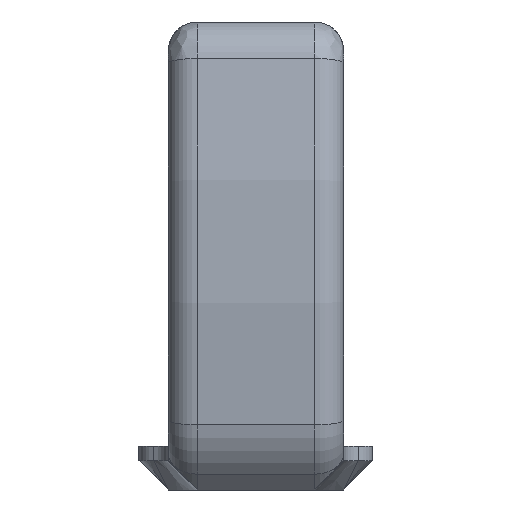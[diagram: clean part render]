
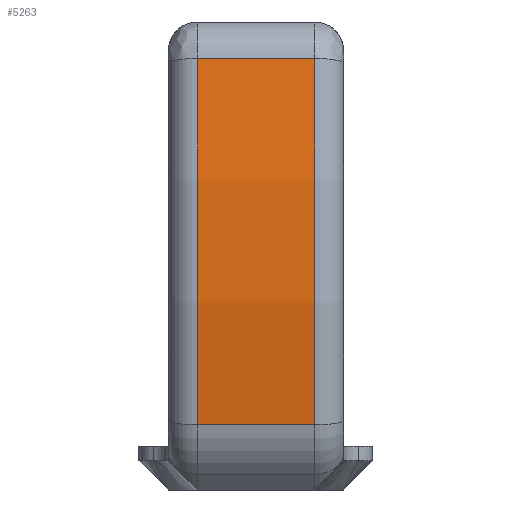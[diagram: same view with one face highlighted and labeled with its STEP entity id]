
A CAD part, front view. The second image highlights one B-rep face of the part: STEP entity #5263.
In plain terms, the highlighted cylindrical face has radius 80.352 mm (diameter 160.704 mm), a partial arc.
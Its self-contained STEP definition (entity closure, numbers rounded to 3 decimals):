
#189=CYLINDRICAL_SURFACE('',#5816,80.352);
#634=FACE_OUTER_BOUND('',#942,.T.);
#942=EDGE_LOOP('',(#4890,#4891,#4892,#4893));
#1435=LINE('',#9116,#1921);
#1436=LINE('',#9118,#1922);
#1921=VECTOR('',#7364,10.);
#1922=VECTOR('',#7367,10.);
#2064=CIRCLE('',#5627,80.352);
#2143=CIRCLE('',#5798,80.352);
#2482=VERTEX_POINT('',#8525);
#2483=VERTEX_POINT('',#8527);
#2628=VERTEX_POINT('',#9069);
#2629=VERTEX_POINT('',#9071);
#3141=EDGE_CURVE('',#2482,#2483,#2064,.T.);
#3380=EDGE_CURVE('',#2628,#2629,#2143,.T.);
#3394=EDGE_CURVE('',#2629,#2483,#1435,.T.);
#3395=EDGE_CURVE('',#2482,#2628,#1436,.T.);
#4890=ORIENTED_EDGE('',*,*,#3380,.F.);
#4891=ORIENTED_EDGE('',*,*,#3395,.F.);
#4892=ORIENTED_EDGE('',*,*,#3141,.T.);
#4893=ORIENTED_EDGE('',*,*,#3394,.F.);
#5263=ADVANCED_FACE('',(#634),#189,.T.);
#5627=AXIS2_PLACEMENT_3D('',#8529,#6836,#6837);
#5798=AXIS2_PLACEMENT_3D('',#9072,#7322,#7323);
#5816=AXIS2_PLACEMENT_3D('',#9117,#7365,#7366);
#6836=DIRECTION('center_axis',(-1.,0.,0.));
#6837=DIRECTION('ref_axis',(0.,-1.,0.012));
#7322=DIRECTION('center_axis',(-1.,0.,0.));
#7323=DIRECTION('ref_axis',(0.,-1.,0.012));
#7364=DIRECTION('',(1.,0.,0.));
#7365=DIRECTION('center_axis',(-1.,0.,0.));
#7366=DIRECTION('ref_axis',(0.,-0.98,0.199));
#7367=DIRECTION('',(-1.,0.,0.));
#8525=CARTESIAN_POINT('',(4.,-33.519,-13.038));
#8527=CARTESIAN_POINT('',(4.,-33.209,12.004));
#8529=CARTESIAN_POINT('Origin',(4.,46.,-1.5));
#9069=CARTESIAN_POINT('',(-4.,-33.519,-13.038));
#9071=CARTESIAN_POINT('',(-4.,-33.209,12.004));
#9072=CARTESIAN_POINT('Origin',(-4.,46.,-1.5));
#9116=CARTESIAN_POINT('',(0.,-33.209,12.004));
#9117=CARTESIAN_POINT('Origin',(0.,46.,-1.5));
#9118=CARTESIAN_POINT('',(0.,-33.519,-13.038));
